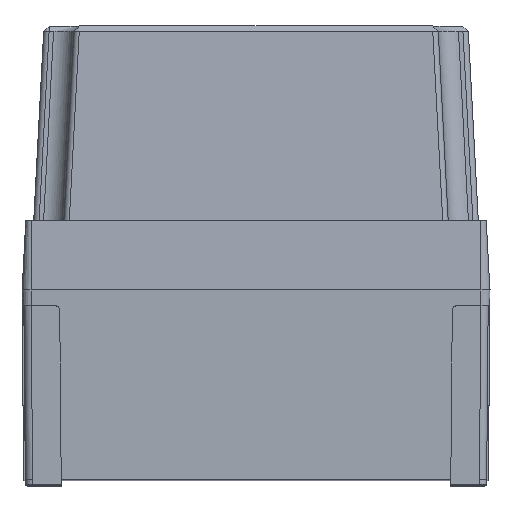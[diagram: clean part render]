
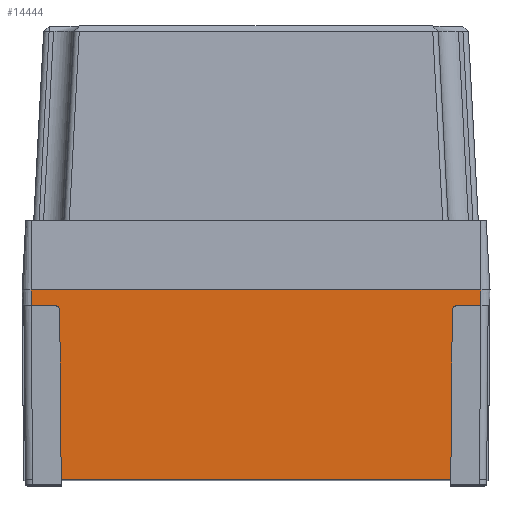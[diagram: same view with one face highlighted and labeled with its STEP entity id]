
A CAD part, top view. The second image highlights one B-rep face of the part: STEP entity #14444.
In plain terms, the highlighted planar face has unit normal (0, -0.009, 1).
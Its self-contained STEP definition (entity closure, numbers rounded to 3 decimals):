
#60 = VECTOR ( 'NONE', #17346, 1000. ) ;
#315 = CARTESIAN_POINT ( 'NONE',  ( -75.533, -7.983, 127.48 ) ) ;
#455 = VERTEX_POINT ( 'NONE', #19332 ) ;
#1020 = DIRECTION ( 'NONE',  ( 1., 0., 0. ) ) ;
#1134 = ORIENTED_EDGE ( 'NONE', *, *, #4081, .T. ) ;
#1148 = CARTESIAN_POINT ( 'NONE',  ( -86.55, -73., 126.913 ) ) ;
#1232 = VECTOR ( 'NONE', #10916, 1000. ) ;
#1548 = LINE ( 'NONE', #12685, #1951 ) ;
#1760 = ORIENTED_EDGE ( 'NONE', *, *, #7808, .F. ) ;
#1951 = VECTOR ( 'NONE', #9315, 1000. ) ;
#2069 = VERTEX_POINT ( 'NONE', #10205 ) ;
#2203 = EDGE_CURVE ( 'NONE', #11924, #6051, #18983, .T. ) ;
#2451 = ORIENTED_EDGE ( 'NONE', *, *, #11698, .T. ) ;
#2636 = LINE ( 'NONE', #6010, #20155 ) ;
#3192 = VECTOR ( 'NONE', #1020, 1000. ) ;
#3311 = ORIENTED_EDGE ( 'NONE', *, *, #2203, .F. ) ;
#3345 = EDGE_CURVE ( 'NONE', #2069, #3364, #18049, .T. ) ;
#3364 = VERTEX_POINT ( 'NONE', #19769 ) ;
#3713 = DIRECTION ( 'NONE',  ( 0., 1., 0.009 ) ) ;
#3744 = CARTESIAN_POINT ( 'NONE',  ( -77.533, -6., 127.498 ) ) ;
#4081 = EDGE_CURVE ( 'NONE', #19930, #6051, #12664, .T. ) ;
#4290 = CARTESIAN_POINT ( 'NONE',  ( -75.603, 0.096, 127.551 ) ) ;
#4293 = CARTESIAN_POINT ( 'NONE',  ( -74.965, -73., 126.913 ) ) ;
#4431 = VERTEX_POINT ( 'NONE', #315 ) ;
#5515 = DIRECTION ( 'NONE',  ( -1., 0., 0. ) ) ;
#5833 = VERTEX_POINT ( 'NONE', #12130 ) ;
#6010 = CARTESIAN_POINT ( 'NONE',  ( -86.55, -6., 127.498 ) ) ;
#6051 = VERTEX_POINT ( 'NONE', #18977 ) ;
#7148 = CARTESIAN_POINT ( 'NONE',  ( -86.55, 0., 127.55 ) ) ;
#7721 =( BOUNDED_CURVE ( )  B_SPLINE_CURVE ( 3, ( #21442, #9530, #12773, #14734 ),
 .UNSPECIFIED., .F., .T. ) 
 B_SPLINE_CURVE_WITH_KNOTS ( ( 4, 4 ),
 ( 1.58, 3.142 ),
 .UNSPECIFIED. ) 
 CURVE ( )  GEOMETRIC_REPRESENTATION_ITEM ( )  RATIONAL_B_SPLINE_CURVE ( ( 1., 0.807, 0.807, 1. ) ) 
 REPRESENTATION_ITEM ( '' )  );
#7808 = EDGE_CURVE ( 'NONE', #455, #5833, #14075, .T. ) ;
#8566 = DIRECTION ( 'NONE',  ( 0., -1., -0.009 ) ) ;
#9315 = DIRECTION ( 'NONE',  ( 0., 1., 0.009 ) ) ;
#9530 = CARTESIAN_POINT ( 'NONE',  ( 75.543, -6.819, 127.49 ) ) ;
#9585 = CARTESIAN_POINT ( 'NONE',  ( -86.55, -6., 127.498 ) ) ;
#10205 = CARTESIAN_POINT ( 'NONE',  ( 86.55, -6., 127.498 ) ) ;
#10211 = PLANE ( 'NONE',  #12149 ) ;
#10228 = EDGE_CURVE ( 'NONE', #11924, #3364, #7721, .T. ) ;
#10407 = CARTESIAN_POINT ( 'NONE',  ( -75.533, -7.983, 127.48 ) ) ;
#10538 = DIRECTION ( 'NONE',  ( 0., -0.009, 1. ) ) ;
#10673 = LINE ( 'NONE', #20224, #13243 ) ;
#10732 = CARTESIAN_POINT ( 'NONE',  ( 75.59, -1.415, 127.538 ) ) ;
#10916 = DIRECTION ( 'NONE',  ( -0.009, 1., 0.009 ) ) ;
#11032 = DIRECTION ( 'NONE',  ( 1., 0., 0. ) ) ;
#11464 = VERTEX_POINT ( 'NONE', #9585 ) ;
#11572 = EDGE_CURVE ( 'NONE', #19930, #4431, #19146, .T. ) ;
#11596 = EDGE_CURVE ( 'NONE', #16659, #4431, #17867, .T. ) ;
#11698 = EDGE_CURVE ( 'NONE', #2069, #5833, #1548, .T. ) ;
#11924 = VERTEX_POINT ( 'NONE', #17997 ) ;
#12130 = CARTESIAN_POINT ( 'NONE',  ( 86.55, 0., 127.55 ) ) ;
#12143 = CARTESIAN_POINT ( 'NONE',  ( -75.543, -6.819, 127.49 ) ) ;
#12149 = AXIS2_PLACEMENT_3D ( 'NONE', #7148, #10538, #8566 ) ;
#12664 = LINE ( 'NONE', #1148, #15978 ) ;
#12685 = CARTESIAN_POINT ( 'NONE',  ( 86.55, 0., 127.55 ) ) ;
#12773 = CARTESIAN_POINT ( 'NONE',  ( 76.369, -6., 127.498 ) ) ;
#13243 = VECTOR ( 'NONE', #3713, 1000. ) ;
#13276 = CARTESIAN_POINT ( 'NONE',  ( -86.55, -6., 127.498 ) ) ;
#13591 = VECTOR ( 'NONE', #5515, 1000. ) ;
#13675 = CARTESIAN_POINT ( 'NONE',  ( -77.533, -6., 127.498 ) ) ;
#13846 = CARTESIAN_POINT ( 'NONE',  ( -86.55, 0., 127.55 ) ) ;
#14075 = LINE ( 'NONE', #13846, #3192 ) ;
#14444 = ADVANCED_FACE ( 'NONE', ( #16919 ), #10211, .T. ) ;
#14734 = CARTESIAN_POINT ( 'NONE',  ( 77.533, -6., 127.498 ) ) ;
#15122 = ORIENTED_EDGE ( 'NONE', *, *, #11596, .T. ) ;
#15800 = EDGE_LOOP ( 'NONE', ( #3311, #21320, #17617, #2451, #1760, #21299, #17231, #15122, #18275, #1134 ) ) ;
#15965 = DIRECTION ( 'NONE',  ( 1., 0., 0. ) ) ;
#15978 = VECTOR ( 'NONE', #11032, 1000. ) ;
#16659 = VERTEX_POINT ( 'NONE', #3744 ) ;
#16919 = FACE_OUTER_BOUND ( 'NONE', #15800, .T. ) ;
#17153 = CARTESIAN_POINT ( 'NONE',  ( -76.369, -6., 127.498 ) ) ;
#17231 = ORIENTED_EDGE ( 'NONE', *, *, #17344, .T. ) ;
#17344 = EDGE_CURVE ( 'NONE', #11464, #16659, #2636, .T. ) ;
#17346 = DIRECTION ( 'NONE',  ( -0.009, -1., -0.009 ) ) ;
#17617 = ORIENTED_EDGE ( 'NONE', *, *, #3345, .F. ) ;
#17867 =( BOUNDED_CURVE ( )  B_SPLINE_CURVE ( 3, ( #13675, #17153, #12143, #10407 ),
 .UNSPECIFIED., .F., .T. ) 
 B_SPLINE_CURVE_WITH_KNOTS ( ( 4, 4 ),
 ( 3.142, 4.704 ),
 .UNSPECIFIED. ) 
 CURVE ( )  GEOMETRIC_REPRESENTATION_ITEM ( )  RATIONAL_B_SPLINE_CURVE ( ( 1., 0.807, 0.807, 1. ) ) 
 REPRESENTATION_ITEM ( '' )  );
#17997 = CARTESIAN_POINT ( 'NONE',  ( 75.533, -7.983, 127.48 ) ) ;
#18049 = LINE ( 'NONE', #13276, #13591 ) ;
#18275 = ORIENTED_EDGE ( 'NONE', *, *, #11572, .F. ) ;
#18487 = EDGE_CURVE ( 'NONE', #11464, #455, #10673, .T. ) ;
#18977 = CARTESIAN_POINT ( 'NONE',  ( 74.965, -73., 126.913 ) ) ;
#18983 = LINE ( 'NONE', #10732, #60 ) ;
#19146 = LINE ( 'NONE', #4290, #1232 ) ;
#19332 = CARTESIAN_POINT ( 'NONE',  ( -86.55, 0., 127.55 ) ) ;
#19769 = CARTESIAN_POINT ( 'NONE',  ( 77.533, -6., 127.498 ) ) ;
#19930 = VERTEX_POINT ( 'NONE', #4293 ) ;
#20155 = VECTOR ( 'NONE', #15965, 1000. ) ;
#20224 = CARTESIAN_POINT ( 'NONE',  ( -86.55, 0., 127.55 ) ) ;
#21299 = ORIENTED_EDGE ( 'NONE', *, *, #18487, .F. ) ;
#21320 = ORIENTED_EDGE ( 'NONE', *, *, #10228, .T. ) ;
#21442 = CARTESIAN_POINT ( 'NONE',  ( 75.533, -7.983, 127.48 ) ) ;
